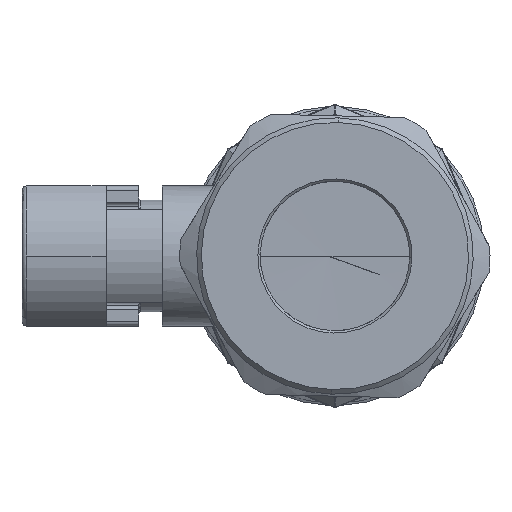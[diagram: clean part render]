
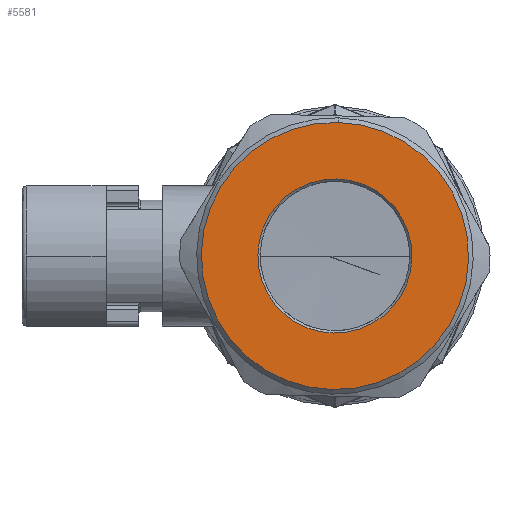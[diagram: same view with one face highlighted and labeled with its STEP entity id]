
A CAD part, left-side view. The second image highlights one B-rep face of the part: STEP entity #5581.
In plain terms, the highlighted planar face has unit normal (-1, 0, 0).
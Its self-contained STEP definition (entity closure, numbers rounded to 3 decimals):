
#893 = AXIS2_PLACEMENT_3D ( 'NONE', #13957, #13959, #13961 ) ;
#895 = AXIS2_PLACEMENT_3D ( 'NONE', #13949, #13951, #13953 ) ;
#1145 = AXIS2_PLACEMENT_3D ( 'NONE', #18820, #18821, #18822 ) ;
#1347 = AXIS2_PLACEMENT_3D ( 'NONE', #16520, #16521, #16522 ) ;
#5581 = ADVANCED_FACE ( 'NONE', ( #10511, #10276 ), #8131, .T. ) ;
#8110 = DIRECTION ( 'NONE',  ( 0., -0.024, 1. ) ) ;
#8111 = DIRECTION ( 'NONE',  ( -1., 0., 0. ) ) ;
#8115 = CARTESIAN_POINT ( 'NONE',  ( -30.1, 14.296, 0.339 ) ) ;
#8131 = PLANE ( 'NONE',  #22705 ) ;
#10276 = FACE_OUTER_BOUND ( 'NONE', #18186, .T. ) ;
#10511 = FACE_BOUND ( 'NONE', #18190, .T. ) ;
#13949 = CARTESIAN_POINT ( 'NONE',  ( -30.1, 0., 0. ) ) ;
#13951 = DIRECTION ( 'NONE',  ( 1., 0., 0. ) ) ;
#13953 = DIRECTION ( 'NONE',  ( 0., 0.024, -1. ) ) ;
#13957 = CARTESIAN_POINT ( 'NONE',  ( -30.1, 0., 0. ) ) ;
#13959 = DIRECTION ( 'NONE',  ( 1., 0., 0. ) ) ;
#13961 = DIRECTION ( 'NONE',  ( 0., 1., 0.024 ) ) ;
#16520 = CARTESIAN_POINT ( 'NONE',  ( -30.1, 0., 0. ) ) ;
#16521 = DIRECTION ( 'NONE',  ( 1., 0., 0. ) ) ;
#16522 = DIRECTION ( 'NONE',  ( 0., 0.024, -1. ) ) ;
#18186 = EDGE_LOOP ( 'NONE', ( #20291, #20292 ) ) ;
#18190 = EDGE_LOOP ( 'NONE', ( #20289, #20290 ) ) ;
#18820 = CARTESIAN_POINT ( 'NONE',  ( -30.1, 0., 0. ) ) ;
#18821 = DIRECTION ( 'NONE',  ( 1., 0., 0. ) ) ;
#18822 = DIRECTION ( 'NONE',  ( 0., 1., 0.024 ) ) ;
#20289 = ORIENTED_EDGE ( 'NONE', *, *, #43199, .T. ) ;
#20290 = ORIENTED_EDGE ( 'NONE', *, *, #43681, .T. ) ;
#20291 = ORIENTED_EDGE ( 'NONE', *, *, #42758, .F. ) ;
#20292 = ORIENTED_EDGE ( 'NONE', *, *, #43680, .F. ) ;
#22705 = AXIS2_PLACEMENT_3D ( 'NONE', #8115, #8111, #8110 ) ;
#23025 = VERTEX_POINT ( 'NONE', #28946 ) ;
#23045 = VERTEX_POINT ( 'NONE', #28971 ) ;
#23250 = VERTEX_POINT ( 'NONE', #29055 ) ;
#23408 = VERTEX_POINT ( 'NONE', #29058 ) ;
#25103 = CIRCLE ( 'NONE', #1347, 14.3 ) ;
#25356 = CIRCLE ( 'NONE', #1145, 8.25 ) ;
#25707 = CIRCLE ( 'NONE', #895, 14.3 ) ;
#25708 = CIRCLE ( 'NONE', #893, 8.25 ) ;
#28946 = CARTESIAN_POINT ( 'NONE',  ( -30.1, 8.248, 0.196 ) ) ;
#28971 = CARTESIAN_POINT ( 'NONE',  ( -30.1, 0.339, -14.296 ) ) ;
#29055 = CARTESIAN_POINT ( 'NONE',  ( -30.1, -8.248, -0.196 ) ) ;
#29058 = CARTESIAN_POINT ( 'NONE',  ( -30.1, -0.339, 14.296 ) ) ;
#42758 = EDGE_CURVE ( 'NONE', #23045, #23408, #25103, .T. ) ;
#43199 = EDGE_CURVE ( 'NONE', #23250, #23025, #25356, .T. ) ;
#43680 = EDGE_CURVE ( 'NONE', #23408, #23045, #25707, .T. ) ;
#43681 = EDGE_CURVE ( 'NONE', #23025, #23250, #25708, .T. ) ;
